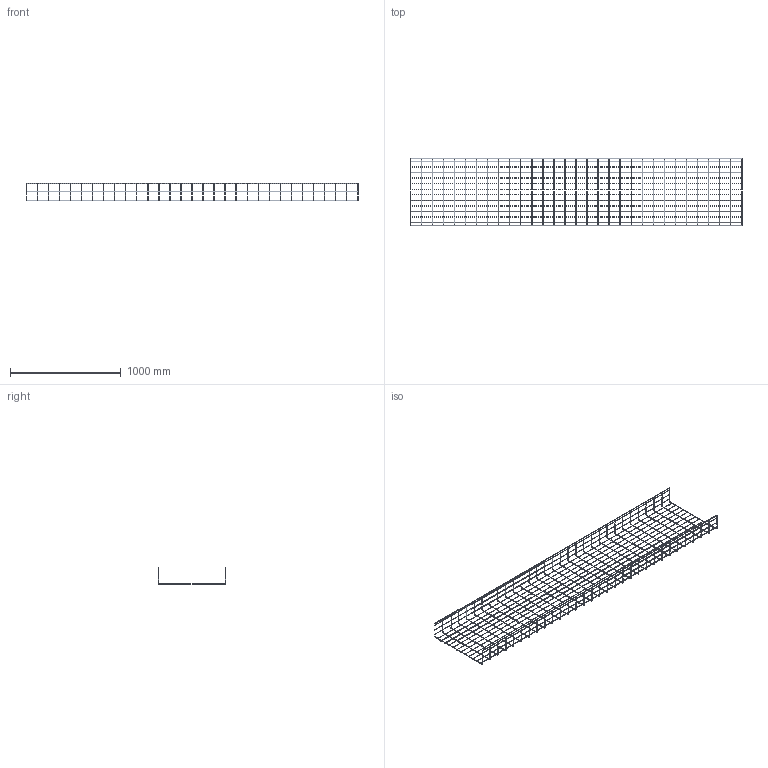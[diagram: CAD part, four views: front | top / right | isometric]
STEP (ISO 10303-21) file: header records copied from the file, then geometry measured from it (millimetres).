
FILE_DESCRIPTION(/* description */ (''),/* implementation_level */ '2;1');
FILE_NAME(/* name */ '001041.stp',/* time_stamp */ '2025-12-05T09:11:32+01:00',/* author */ ('mael.lecharpentier'),/* organization */ (''),/* preprocessor_version */ 'ST-DEVELOPER v20',/* originating_system */ 'AutoCAD Mechanical',/* authorisation */ '');
FILE_SCHEMA (('AUTOMOTIVE_DESIGN { 1 0 10303 214 3 1 1 }'));
Length unit declared in the file: millimetre
Products named in the file (1): Product
Bounding box: 3004.4 x 614.6 x 158.8 mm (x, y, z)
Volume: 1260368.8 mm3; surface area: 1223430 mm2
Topology: 81 solids, 81 shells, 427 faces, 795 edges, 530 vertices
Faces by surface type: cylinder 173, plane 162, torus 92
Full cylindrical faces by diameter (mm): 3.9 x18, 4.4 x155
Entity records: 10941 total; most frequent: DIRECTION 2273, CARTESIAN_POINT 1753, ORIENTED_EDGE 1590, AXIS2_PLACEMENT_3D 1050, EDGE_CURVE 795, CIRCLE 622, VERTEX_POINT 530, FACE_OUTER_BOUND 427
